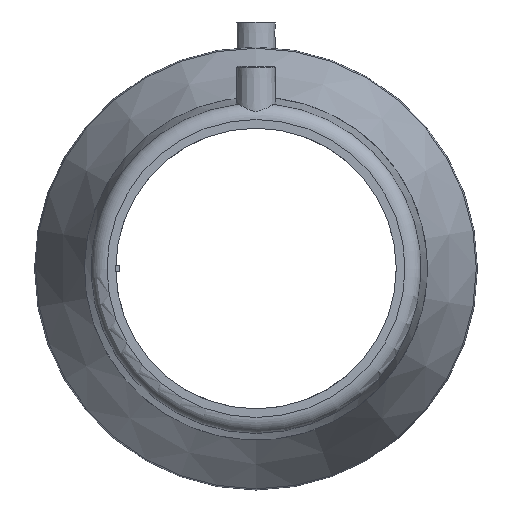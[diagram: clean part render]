
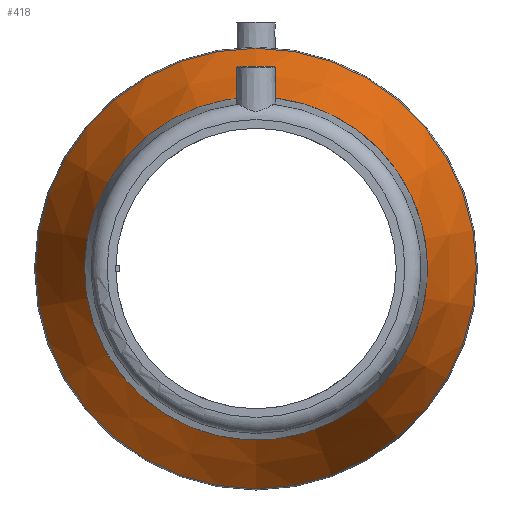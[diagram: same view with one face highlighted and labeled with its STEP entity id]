
A CAD part, left-side view. The second image highlights one B-rep face of the part: STEP entity #418.
In plain terms, the highlighted conical face has half-angle 22.286 degrees and reference radius 110.5 mm.
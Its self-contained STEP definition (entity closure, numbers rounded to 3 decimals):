
#77=CIRCLE('',#475,85.5);
#78=CIRCLE('',#476,109.902);
#113=ORIENTED_EDGE('',*,*,#201,.F.);
#114=ORIENTED_EDGE('',*,*,#202,.T.);
#201=EDGE_CURVE('',#245,#245,#77,.T.);
#202=EDGE_CURVE('',#246,#246,#78,.T.);
#245=VERTEX_POINT('',#733);
#246=VERTEX_POINT('',#735);
#287=EDGE_LOOP('',(#113));
#288=EDGE_LOOP('',(#114));
#352=FACE_BOUND('',#287,.T.);
#353=FACE_BOUND('',#288,.T.);
#409=CONICAL_SURFACE('',#474,110.5,0.389);
#418=ADVANCED_FACE('',(#352,#353),#409,.T.);
#474=AXIS2_PLACEMENT_3D('',#731,#554,#555);
#475=AXIS2_PLACEMENT_3D('',#732,#556,#557);
#476=AXIS2_PLACEMENT_3D('',#734,#558,#559);
#554=DIRECTION('',(1.,0.,0.));
#555=DIRECTION('',(0.,0.,-1.));
#556=DIRECTION('',(-1.,0.,0.));
#557=DIRECTION('',(0.,0.,1.));
#558=DIRECTION('',(-1.,0.,0.));
#559=DIRECTION('',(0.,0.,1.));
#731=CARTESIAN_POINT('',(30.5,0.,0.));
#732=CARTESIAN_POINT('',(-30.5,0.,0.));
#733=CARTESIAN_POINT('',(-30.5,0.,85.5));
#734=CARTESIAN_POINT('',(29.042,0.,0.));
#735=CARTESIAN_POINT('',(29.042,0.,109.902));
